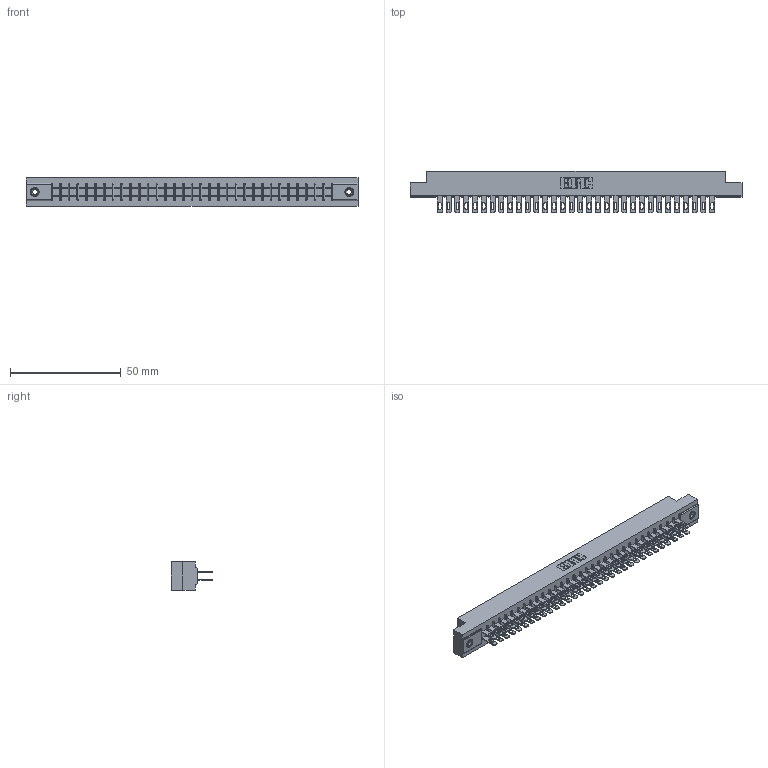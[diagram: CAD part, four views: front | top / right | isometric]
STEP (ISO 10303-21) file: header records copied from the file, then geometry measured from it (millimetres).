
FILE_DESCRIPTION (( 'STEP AP203' ), '1' );
FILE_NAME ('315-064-500-208.STEP', '2019-09-10T20:27:33', ( '' ), ( '' ), 'SwSTEP 2.0', 'SolidWorks 2016', '' );
FILE_SCHEMA (( 'CONFIG_CONTROL_DESIGN' ));
Length unit declared in the file: inch
Products named in the file (4): 345-250-001_345-250-003-102; 305 Part_.156 Dia; 305-290-001_500; 315-064-500-208
Assembly tree (67 placements, depth 2):
  315-064-500-208
    305 Part_.156 Dia
    305-290-001_500  x64
    345-250-001_345-250-003-102  x2
Bounding box: 149.81 x 18.85 x 12.7 mm (x, y, z)
Volume: 15763.1 mm3; surface area: 21091.3 mm2
Topology: 67 solids, 67 shells, 3376 faces, 9636 edges, 6244 vertices
Faces by surface type: plane 1892, cylinder 1340, sphere 128, cone 12, torus 4
Entity records: 37072 total; most frequent: CARTESIAN_POINT 6117, ORIENTED_EDGE 6064, DIRECTION 5938, EDGE_CURVE 3032, VECTOR 2436, LINE 2436, VERTEX_POINT 1930, AXIS2_PLACEMENT_3D 1751
